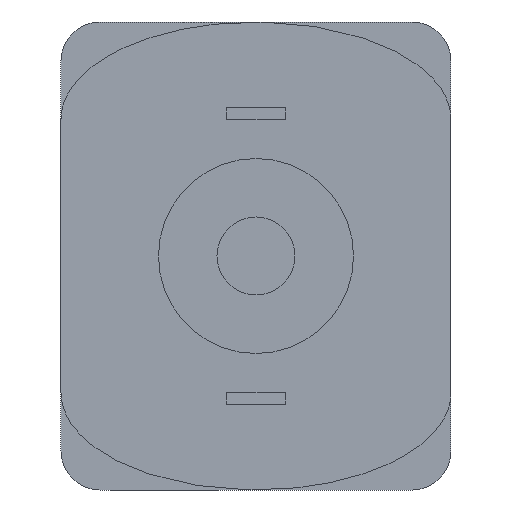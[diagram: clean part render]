
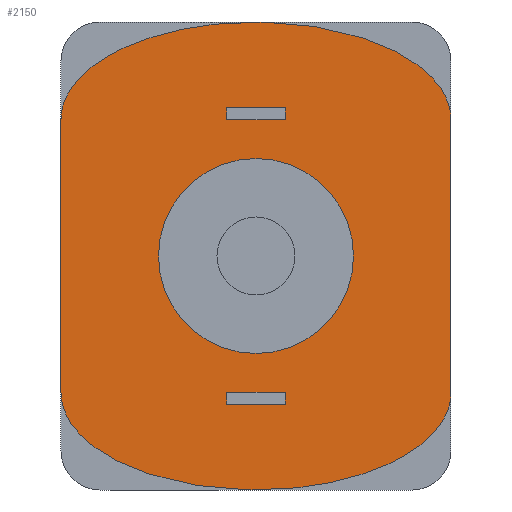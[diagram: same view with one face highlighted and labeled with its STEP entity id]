
A CAD part, front view. The second image highlights one B-rep face of the part: STEP entity #2150.
In plain terms, the highlighted planar face has unit normal (0, -1, 0).
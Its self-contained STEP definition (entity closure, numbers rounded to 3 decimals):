
#19=ELLIPSE('',#2343,5.,2.5);
#20=ELLIPSE('',#2344,5.,2.5);
#67=FACE_BOUND('',#354,.T.);
#68=FACE_BOUND('',#355,.T.);
#69=FACE_BOUND('',#356,.T.);
#99=PLANE('',#2342);
#204=FACE_OUTER_BOUND('',#353,.T.);
#353=EDGE_LOOP('',(#1533,#1534,#1535,#1536));
#354=EDGE_LOOP('',(#1537));
#355=EDGE_LOOP('',(#1538,#1539,#1540,#1541));
#356=EDGE_LOOP('',(#1542,#1543,#1544,#1545));
#525=LINE('',#3339,#711);
#526=LINE('',#3342,#712);
#527=LINE('',#3345,#713);
#528=LINE('',#3347,#714);
#529=LINE('',#3349,#715);
#530=LINE('',#3350,#716);
#531=LINE('',#3353,#717);
#532=LINE('',#3355,#718);
#533=LINE('',#3357,#719);
#534=LINE('',#3358,#720);
#711=VECTOR('',#2644,1000.);
#712=VECTOR('',#2647,1000.);
#713=VECTOR('',#2648,1000.);
#714=VECTOR('',#2649,1000.);
#715=VECTOR('',#2650,1000.);
#716=VECTOR('',#2651,1000.);
#717=VECTOR('',#2652,1000.);
#718=VECTOR('',#2653,1000.);
#719=VECTOR('',#2654,1000.);
#720=VECTOR('',#2655,1000.);
#899=CIRCLE('',#2340,2.5);
#1007=VERTEX_POINT('',#3329);
#1009=VERTEX_POINT('',#3335);
#1010=VERTEX_POINT('',#3336);
#1011=VERTEX_POINT('',#3338);
#1012=VERTEX_POINT('',#3340);
#1013=VERTEX_POINT('',#3343);
#1014=VERTEX_POINT('',#3344);
#1015=VERTEX_POINT('',#3346);
#1016=VERTEX_POINT('',#3348);
#1017=VERTEX_POINT('',#3351);
#1018=VERTEX_POINT('',#3352);
#1019=VERTEX_POINT('',#3354);
#1020=VERTEX_POINT('',#3356);
#1214=EDGE_CURVE('',#1007,#1007,#899,.T.);
#1217=EDGE_CURVE('',#1009,#1010,#19,.T.);
#1218=EDGE_CURVE('',#1011,#1009,#525,.T.);
#1219=EDGE_CURVE('',#1012,#1011,#20,.T.);
#1220=EDGE_CURVE('',#1010,#1012,#526,.T.);
#1221=EDGE_CURVE('',#1013,#1014,#527,.T.);
#1222=EDGE_CURVE('',#1015,#1013,#528,.T.);
#1223=EDGE_CURVE('',#1016,#1015,#529,.T.);
#1224=EDGE_CURVE('',#1014,#1016,#530,.T.);
#1225=EDGE_CURVE('',#1017,#1018,#531,.T.);
#1226=EDGE_CURVE('',#1019,#1017,#532,.T.);
#1227=EDGE_CURVE('',#1020,#1019,#533,.T.);
#1228=EDGE_CURVE('',#1018,#1020,#534,.T.);
#1533=ORIENTED_EDGE('',*,*,#1217,.F.);
#1534=ORIENTED_EDGE('',*,*,#1218,.F.);
#1535=ORIENTED_EDGE('',*,*,#1219,.F.);
#1536=ORIENTED_EDGE('',*,*,#1220,.F.);
#1537=ORIENTED_EDGE('',*,*,#1214,.F.);
#1538=ORIENTED_EDGE('',*,*,#1221,.F.);
#1539=ORIENTED_EDGE('',*,*,#1222,.F.);
#1540=ORIENTED_EDGE('',*,*,#1223,.F.);
#1541=ORIENTED_EDGE('',*,*,#1224,.F.);
#1542=ORIENTED_EDGE('',*,*,#1225,.F.);
#1543=ORIENTED_EDGE('',*,*,#1226,.F.);
#1544=ORIENTED_EDGE('',*,*,#1227,.F.);
#1545=ORIENTED_EDGE('',*,*,#1228,.F.);
#2150=ADVANCED_FACE('',(#204,#67,#68,#69),#99,.F.);
#2340=AXIS2_PLACEMENT_3D('',#3330,#2635,#2636);
#2342=AXIS2_PLACEMENT_3D('',#3334,#2640,#2641);
#2343=AXIS2_PLACEMENT_3D('',#3337,#2642,#2643);
#2344=AXIS2_PLACEMENT_3D('',#3341,#2645,#2646);
#2635=DIRECTION('center_axis',(0.,-1.,0.));
#2636=DIRECTION('ref_axis',(0.,0.,1.));
#2640=DIRECTION('center_axis',(0.,1.,0.));
#2641=DIRECTION('ref_axis',(0.,0.,1.));
#2642=DIRECTION('center_axis',(0.,1.,0.));
#2643=DIRECTION('ref_axis',(1.,0.,0.));
#2644=DIRECTION('',(0.,0.,-1.));
#2645=DIRECTION('center_axis',(0.,1.,0.));
#2646=DIRECTION('ref_axis',(1.,0.,0.));
#2647=DIRECTION('',(0.,0.,1.));
#2648=DIRECTION('',(-1.,0.,0.));
#2649=DIRECTION('',(0.,0.,1.));
#2650=DIRECTION('',(1.,0.,0.));
#2651=DIRECTION('',(0.,0.,-1.));
#2652=DIRECTION('',(0.,0.,-1.));
#2653=DIRECTION('',(-1.,0.,0.));
#2654=DIRECTION('',(0.,0.,1.));
#2655=DIRECTION('',(1.,0.,0.));
#3329=CARTESIAN_POINT('',(0.,0.,-2.5));
#3330=CARTESIAN_POINT('Origin',(0.,0.,0.));
#3334=CARTESIAN_POINT('Origin',(0.,0.,-3.5));
#3335=CARTESIAN_POINT('',(5.,0.,-3.5));
#3336=CARTESIAN_POINT('',(-5.,0.,-3.5));
#3337=CARTESIAN_POINT('Origin',(0.,0.,-3.5));
#3338=CARTESIAN_POINT('',(5.,0.,3.5));
#3339=CARTESIAN_POINT('',(5.,0.,-3.5));
#3340=CARTESIAN_POINT('',(-5.,0.,3.5));
#3341=CARTESIAN_POINT('Origin',(0.,0.,3.5));
#3342=CARTESIAN_POINT('',(-5.,0.,-3.5));
#3343=CARTESIAN_POINT('',(0.75,0.,-3.5));
#3344=CARTESIAN_POINT('',(-0.75,0.,-3.5));
#3345=CARTESIAN_POINT('',(-0.75,0.,-3.5));
#3346=CARTESIAN_POINT('',(0.75,0.,-3.8));
#3347=CARTESIAN_POINT('',(0.75,0.,-3.5));
#3348=CARTESIAN_POINT('',(-0.75,0.,-3.8));
#3349=CARTESIAN_POINT('',(-0.75,0.,-3.8));
#3350=CARTESIAN_POINT('',(-0.75,0.,-3.5));
#3351=CARTESIAN_POINT('',(-0.75,0.,3.8));
#3352=CARTESIAN_POINT('',(-0.75,0.,3.5));
#3353=CARTESIAN_POINT('',(-0.75,0.,3.5));
#3354=CARTESIAN_POINT('',(0.75,0.,3.8));
#3355=CARTESIAN_POINT('',(-0.75,0.,3.8));
#3356=CARTESIAN_POINT('',(0.75,0.,3.5));
#3357=CARTESIAN_POINT('',(0.75,0.,3.5));
#3358=CARTESIAN_POINT('',(-0.75,0.,3.5));
